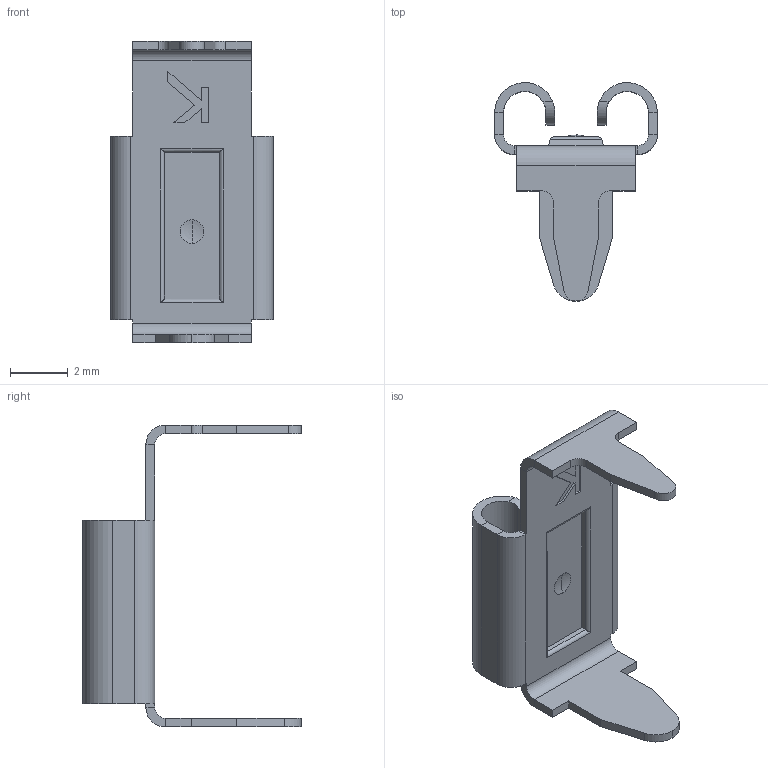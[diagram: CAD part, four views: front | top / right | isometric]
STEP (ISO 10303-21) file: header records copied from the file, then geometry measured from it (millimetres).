
FILE_DESCRIPTION (( 'STEP AP214' ), '1' );
FILE_NAME ('3571_rev.A.STEP', '2012-08-31T20:26:35', ( 'Richard Maletta' ), ( '' ), 'SwSTEP 2.0', 'SolidWorks 2009', '' );
FILE_SCHEMA (( 'AUTOMOTIVE_DESIGN' ));
Length unit declared in the file: inch
Products named in the file (1): 3571_rev.A
Bounding box: 5.64 x 7.57 x 10.46 mm (x, y, z)
Volume: 38.2 mm3; surface area: 279.2 mm2
Topology: 2 solids, 2 shells, 115 faces, 278 edges, 166 vertices
Faces by surface type: plane 78, cylinder 33, torus 4
Entity records: 3305 total; most frequent: CARTESIAN_POINT 604, ORIENTED_EDGE 548, DIRECTION 544, EDGE_CURVE 274, VECTOR 204, LINE 204, AXIS2_PLACEMENT_3D 170, VERTEX_POINT 166
